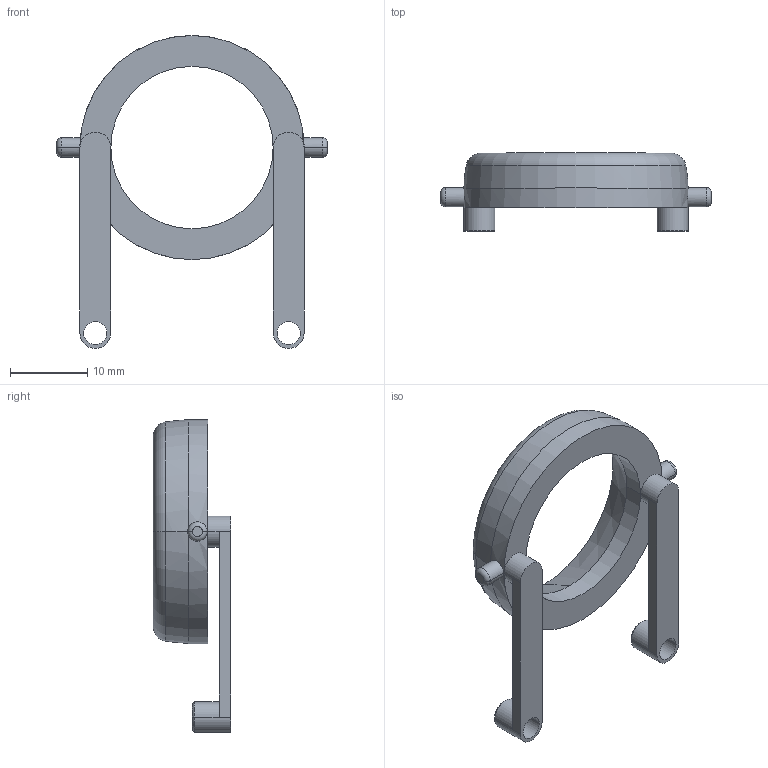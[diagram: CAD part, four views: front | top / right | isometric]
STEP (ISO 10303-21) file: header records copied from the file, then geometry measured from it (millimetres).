
FILE_DESCRIPTION((''),'2;1');
FILE_NAME('14-SUPPORT_PAUPI_V4','2022-05-30T14:44:55',('cao3'),(''),'CREO PARAMETRIC BY PTC INC, 2020454','CREO PARAMETRIC BY PTC INC, 2020454','');
FILE_SCHEMA(('CONFIG_CONTROL_DESIGN'));
Length unit declared in the file: millimetre
Products named in the file (1): 14-SUPPORT_PAUPI_V4
Bounding box: 35 x 10.04 x 40.5 mm (x, y, z)
Volume: 2165.9 mm3; surface area: 2340.6 mm2
Topology: 1 solids, 1 shells, 48 faces, 110 edges, 62 vertices
Faces by surface type: cylinder 20, plane 14, cone 6, torus 6, sphere 2
Entity records: 1450 total; most frequent: CARTESIAN_POINT 294, DIRECTION 258, ORIENTED_EDGE 220, EDGE_CURVE 110, AXIS2_PLACEMENT_3D 108, VERTEX_POINT 62, CIRCLE 60, EDGE_LOOP 52
